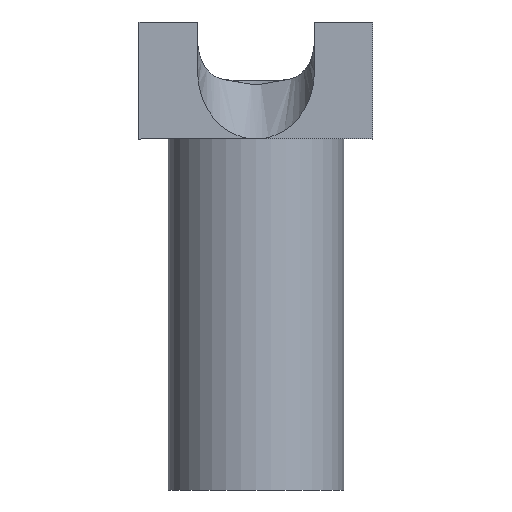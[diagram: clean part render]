
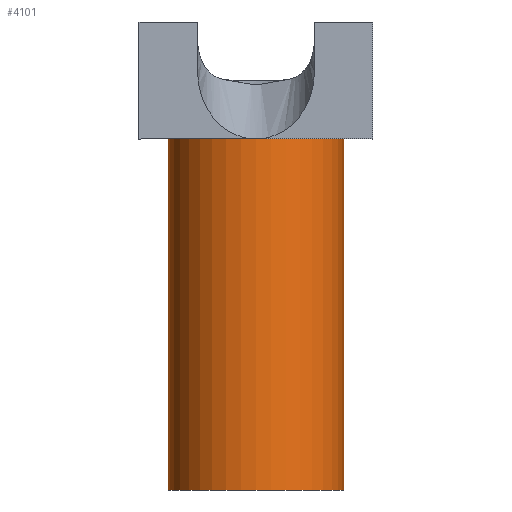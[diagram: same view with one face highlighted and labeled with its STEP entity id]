
A CAD part, front view. The second image highlights one B-rep face of the part: STEP entity #4101.
In plain terms, the highlighted cylindrical face has radius 1.5 mm (diameter 3 mm), a full revolution.
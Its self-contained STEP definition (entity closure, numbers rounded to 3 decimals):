
#4101 = ADVANCED_FACE('',(#4102),#4115,.T.);
#4102 = FACE_BOUND('',#4103,.T.);
#4103 = EDGE_LOOP('',(#4104,#4138,#4161,#4188));
#4104 = ORIENTED_EDGE('',*,*,#4105,.F.);
#4105 = EDGE_CURVE('',#4106,#4106,#4108,.T.);
#4106 = VERTEX_POINT('',#4107);
#4107 = CARTESIAN_POINT('',(-0.5,2.,0.));
#4108 = SURFACE_CURVE('',#4109,(#4114,#4126),.PCURVE_S1.);
#4109 = CIRCLE('',#4110,1.5);
#4110 = AXIS2_PLACEMENT_3D('',#4111,#4112,#4113);
#4111 = CARTESIAN_POINT('',(-2.,2.,0.));
#4112 = DIRECTION('',(0.,0.,1.));
#4113 = DIRECTION('',(1.,0.,0.));
#4114 = PCURVE('',#4115,#4120);
#4115 = CYLINDRICAL_SURFACE('',#4116,1.5);
#4116 = AXIS2_PLACEMENT_3D('',#4117,#4118,#4119);
#4117 = CARTESIAN_POINT('',(-2.,2.,-6.));
#4118 = DIRECTION('',(0.,0.,1.));
#4119 = DIRECTION('',(1.,0.,0.));
#4120 = DEFINITIONAL_REPRESENTATION('',(#4121),#4125);
#4121 = LINE('',#4122,#4123);
#4122 = CARTESIAN_POINT('',(0.,6.));
#4123 = VECTOR('',#4124,1.);
#4124 = DIRECTION('',(1.,0.));
#4125 = ( GEOMETRIC_REPRESENTATION_CONTEXT(2) 
PARAMETRIC_REPRESENTATION_CONTEXT() REPRESENTATION_CONTEXT('2D SPACE',''
  ) );
#4126 = PCURVE('',#4127,#4132);
#4127 = PLANE('',#4128);
#4128 = AXIS2_PLACEMENT_3D('',#4129,#4130,#4131);
#4129 = CARTESIAN_POINT('',(-2.,2.,0.));
#4130 = DIRECTION('',(0.,0.,1.));
#4131 = DIRECTION('',(1.,0.,0.));
#4132 = DEFINITIONAL_REPRESENTATION('',(#4133),#4137);
#4133 = CIRCLE('',#4134,1.5);
#4134 = AXIS2_PLACEMENT_2D('',#4135,#4136);
#4135 = CARTESIAN_POINT('',(0.,0.));
#4136 = DIRECTION('',(1.,0.));
#4137 = ( GEOMETRIC_REPRESENTATION_CONTEXT(2) 
PARAMETRIC_REPRESENTATION_CONTEXT() REPRESENTATION_CONTEXT('2D SPACE',''
  ) );
#4138 = ORIENTED_EDGE('',*,*,#4139,.F.);
#4139 = EDGE_CURVE('',#4140,#4106,#4142,.T.);
#4140 = VERTEX_POINT('',#4141);
#4141 = CARTESIAN_POINT('',(-0.5,2.,-6.));
#4142 = SEAM_CURVE('',#4143,(#4147,#4154),.PCURVE_S1.);
#4143 = LINE('',#4144,#4145);
#4144 = CARTESIAN_POINT('',(-0.5,2.,-6.));
#4145 = VECTOR('',#4146,1.);
#4146 = DIRECTION('',(0.,0.,1.));
#4147 = PCURVE('',#4115,#4148);
#4148 = DEFINITIONAL_REPRESENTATION('',(#4149),#4153);
#4149 = LINE('',#4150,#4151);
#4150 = CARTESIAN_POINT('',(6.283,-0.));
#4151 = VECTOR('',#4152,1.);
#4152 = DIRECTION('',(0.,1.));
#4153 = ( GEOMETRIC_REPRESENTATION_CONTEXT(2) 
PARAMETRIC_REPRESENTATION_CONTEXT() REPRESENTATION_CONTEXT('2D SPACE',''
  ) );
#4154 = PCURVE('',#4115,#4155);
#4155 = DEFINITIONAL_REPRESENTATION('',(#4156),#4160);
#4156 = LINE('',#4157,#4158);
#4157 = CARTESIAN_POINT('',(0.,-0.));
#4158 = VECTOR('',#4159,1.);
#4159 = DIRECTION('',(0.,1.));
#4160 = ( GEOMETRIC_REPRESENTATION_CONTEXT(2) 
PARAMETRIC_REPRESENTATION_CONTEXT() REPRESENTATION_CONTEXT('2D SPACE',''
  ) );
#4161 = ORIENTED_EDGE('',*,*,#4162,.T.);
#4162 = EDGE_CURVE('',#4140,#4140,#4163,.T.);
#4163 = SURFACE_CURVE('',#4164,(#4169,#4176),.PCURVE_S1.);
#4164 = CIRCLE('',#4165,1.5);
#4165 = AXIS2_PLACEMENT_3D('',#4166,#4167,#4168);
#4166 = CARTESIAN_POINT('',(-2.,2.,-6.));
#4167 = DIRECTION('',(0.,0.,1.));
#4168 = DIRECTION('',(1.,0.,0.));
#4169 = PCURVE('',#4115,#4170);
#4170 = DEFINITIONAL_REPRESENTATION('',(#4171),#4175);
#4171 = LINE('',#4172,#4173);
#4172 = CARTESIAN_POINT('',(0.,0.));
#4173 = VECTOR('',#4174,1.);
#4174 = DIRECTION('',(1.,0.));
#4175 = ( GEOMETRIC_REPRESENTATION_CONTEXT(2) 
PARAMETRIC_REPRESENTATION_CONTEXT() REPRESENTATION_CONTEXT('2D SPACE',''
  ) );
#4176 = PCURVE('',#4177,#4182);
#4177 = PLANE('',#4178);
#4178 = AXIS2_PLACEMENT_3D('',#4179,#4180,#4181);
#4179 = CARTESIAN_POINT('',(-2.,2.,-6.));
#4180 = DIRECTION('',(0.,0.,1.));
#4181 = DIRECTION('',(1.,0.,0.));
#4182 = DEFINITIONAL_REPRESENTATION('',(#4183),#4187);
#4183 = CIRCLE('',#4184,1.5);
#4184 = AXIS2_PLACEMENT_2D('',#4185,#4186);
#4185 = CARTESIAN_POINT('',(0.,0.));
#4186 = DIRECTION('',(1.,0.));
#4187 = ( GEOMETRIC_REPRESENTATION_CONTEXT(2) 
PARAMETRIC_REPRESENTATION_CONTEXT() REPRESENTATION_CONTEXT('2D SPACE',''
  ) );
#4188 = ORIENTED_EDGE('',*,*,#4139,.T.);
